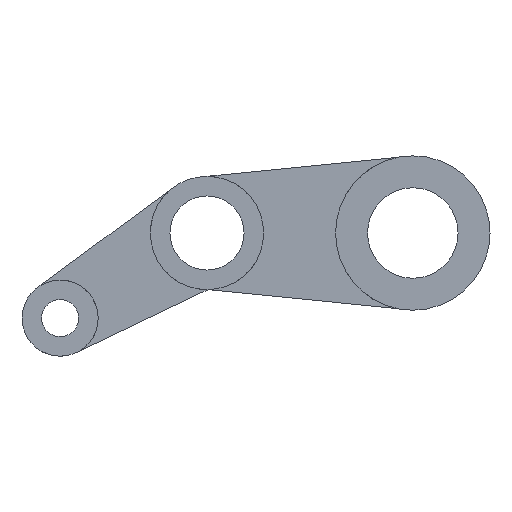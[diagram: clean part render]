
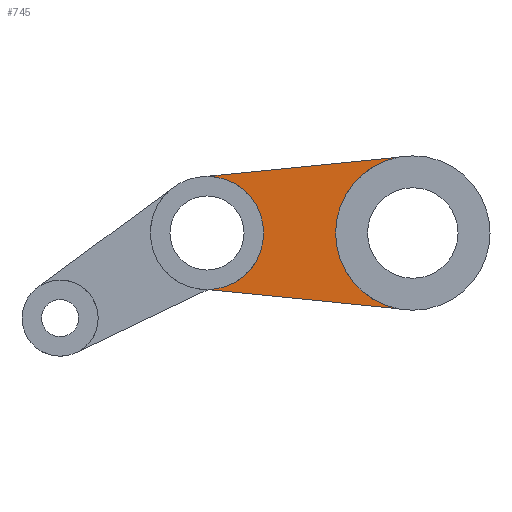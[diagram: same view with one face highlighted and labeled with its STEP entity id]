
A CAD part, left-side view. The second image highlights one B-rep face of the part: STEP entity #745.
In plain terms, the highlighted planar face has unit normal (-1, 0, 0).
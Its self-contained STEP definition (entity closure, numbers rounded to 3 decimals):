
#49 = SURFACE_OF_REVOLUTION('',#50,#54);
#50 = LINE('',#51,#52);
#51 = CARTESIAN_POINT('',(-37.,75.,0.));
#52 = VECTOR('',#53,1.);
#53 = DIRECTION('',(1.,0.,0.));
#54 = AXIS1_PLACEMENT('',#55,#56);
#55 = CARTESIAN_POINT('',(10.,0.,0.));
#56 = DIRECTION('',(-1.,0.,0.));
#82 = SURFACE_OF_REVOLUTION('',#83,#87);
#83 = LINE('',#84,#85);
#84 = CARTESIAN_POINT('',(-37.,-75.,0.));
#85 = VECTOR('',#86,1.);
#86 = DIRECTION('',(1.,0.,0.));
#87 = AXIS1_PLACEMENT('',#88,#89);
#88 = CARTESIAN_POINT('',(10.,0.,0.));
#89 = DIRECTION('',(-1.,0.,0.));
#219 = VERTEX_POINT('',#220);
#220 = CARTESIAN_POINT('',(0.,75.,0.));
#240 = EDGE_CURVE('',#219,#241,#243,.T.);
#241 = VERTEX_POINT('',#242);
#242 = CARTESIAN_POINT('',(0.,14.785,73.528));
#243 = SURFACE_CURVE('',#244,(#249,#256),.PCURVE_S1.);
#244 = CIRCLE('',#245,75.);
#245 = AXIS2_PLACEMENT_3D('',#246,#247,#248);
#246 = CARTESIAN_POINT('',(0.,0.,0.));
#247 = DIRECTION('',(1.,0.,0.));
#248 = DIRECTION('',(0.,1.,0.));
#249 = PCURVE('',#49,#250);
#250 = DEFINITIONAL_REPRESENTATION('',(#251),#255);
#251 = LINE('',#252,#253);
#252 = CARTESIAN_POINT('',(6.283,37.));
#253 = VECTOR('',#254,1.);
#254 = DIRECTION('',(-1.,0.));
#255 = ( GEOMETRIC_REPRESENTATION_CONTEXT(2) 
PARAMETRIC_REPRESENTATION_CONTEXT() REPRESENTATION_CONTEXT('2D SPACE',''
  ) );
#256 = PCURVE('',#257,#262);
#257 = PLANE('',#258);
#258 = AXIS2_PLACEMENT_3D('',#259,#260,#261);
#259 = CARTESIAN_POINT('',(0.,0.,0.));
#260 = DIRECTION('',(1.,0.,0.));
#261 = DIRECTION('',(0.,0.,1.));
#262 = DEFINITIONAL_REPRESENTATION('',(#263),#267);
#263 = CIRCLE('',#264,75.);
#264 = AXIS2_PLACEMENT_2D('',#265,#266);
#265 = CARTESIAN_POINT('',(0.,0.));
#266 = DIRECTION('',(0.,-1.));
#267 = ( GEOMETRIC_REPRESENTATION_CONTEXT(2) 
PARAMETRIC_REPRESENTATION_CONTEXT() REPRESENTATION_CONTEXT('2D SPACE',''
  ) );
#285 = PLANE('',#286);
#286 = AXIS2_PLACEMENT_3D('',#287,#288,#289);
#287 = CARTESIAN_POINT('',(0.,0.,75.));
#288 = DIRECTION('',(0.,-0.099,-0.995));
#289 = DIRECTION('',(0.,-0.995,0.099));
#386 = VERTEX_POINT('',#387);
#387 = CARTESIAN_POINT('',(0.,14.932,-73.499));
#400 = PLANE('',#401);
#401 = AXIS2_PLACEMENT_3D('',#402,#403,#404);
#402 = CARTESIAN_POINT('',(0.,0.,-75.));
#403 = DIRECTION('',(0.,-0.1,0.995));
#404 = DIRECTION('',(0.,0.995,0.1));
#412 = EDGE_CURVE('',#219,#386,#413,.T.);
#413 = SURFACE_CURVE('',#414,(#419,#425),.PCURVE_S1.);
#414 = CIRCLE('',#415,75.);
#415 = AXIS2_PLACEMENT_3D('',#416,#417,#418);
#416 = CARTESIAN_POINT('',(0.,0.,0.));
#417 = DIRECTION('',(-1.,0.,0.));
#418 = DIRECTION('',(0.,1.,0.));
#419 = PCURVE('',#82,#420);
#420 = DEFINITIONAL_REPRESENTATION('',(#421),#424);
#421 = B_SPLINE_CURVE_WITH_KNOTS('',1,(#422,#423),.UNSPECIFIED.,.F.,.F.,
  (2,2),(0.,1.37),.PIECEWISE_BEZIER_KNOTS.);
#422 = CARTESIAN_POINT('',(3.142,37.));
#423 = CARTESIAN_POINT('',(4.512,37.));
#424 = ( GEOMETRIC_REPRESENTATION_CONTEXT(2) 
PARAMETRIC_REPRESENTATION_CONTEXT() REPRESENTATION_CONTEXT('2D SPACE',''
  ) );
#425 = PCURVE('',#257,#426);
#426 = DEFINITIONAL_REPRESENTATION('',(#427),#435);
#427 = ( BOUNDED_CURVE() B_SPLINE_CURVE(2,(#428,#429,#430,#431,#432,#433
,#434),.UNSPECIFIED.,.T.,.F.) B_SPLINE_CURVE_WITH_KNOTS((1,2,2,2,2,1),(
    -2.094,0.,2.094,4.189,6.283,
8.378),.UNSPECIFIED.) CURVE() GEOMETRIC_REPRESENTATION_ITEM() 
RATIONAL_B_SPLINE_CURVE((1.,0.5,1.,0.5,1.,0.5,1.)) REPRESENTATION_ITEM(
  '') );
#428 = CARTESIAN_POINT('',(0.,-75.));
#429 = CARTESIAN_POINT('',(-129.904,-75.));
#430 = CARTESIAN_POINT('',(-64.952,37.5));
#431 = CARTESIAN_POINT('',(0.,150.));
#432 = CARTESIAN_POINT('',(64.952,37.5));
#433 = CARTESIAN_POINT('',(129.904,-75.));
#434 = CARTESIAN_POINT('',(0.,-75.));
#435 = ( GEOMETRIC_REPRESENTATION_CONTEXT(2) 
PARAMETRIC_REPRESENTATION_CONTEXT() REPRESENTATION_CONTEXT('2D SPACE',''
  ) );
#491 = VERTEX_POINT('',#492);
#492 = CARTESIAN_POINT('',(0.,198.997,-54.991));
#518 = EDGE_CURVE('',#386,#491,#519,.T.);
#519 = SURFACE_CURVE('',#520,(#524,#531),.PCURVE_S1.);
#520 = B_SPLINE_CURVE_WITH_KNOTS('',2,(#521,#522,#523),.UNSPECIFIED.,.F.
  ,.F.,(3,3),(0.,184.993),.PIECEWISE_BEZIER_KNOTS.);
#521 = CARTESIAN_POINT('',(0.,14.932,-73.499));
#522 = CARTESIAN_POINT('',(0.,106.964,-64.245));
#523 = CARTESIAN_POINT('',(0.,198.997,-54.991));
#524 = PCURVE('',#400,#525);
#525 = DEFINITIONAL_REPRESENTATION('',(#526),#530);
#526 = B_SPLINE_CURVE_WITH_KNOTS('',2,(#527,#528,#529),.UNSPECIFIED.,.F.
  ,.F.,(3,3),(0.,184.993),.PIECEWISE_BEZIER_KNOTS.);
#527 = CARTESIAN_POINT('',(15.007,0.));
#528 = CARTESIAN_POINT('',(107.504,0.));
#529 = CARTESIAN_POINT('',(200.,0.));
#530 = ( GEOMETRIC_REPRESENTATION_CONTEXT(2) 
PARAMETRIC_REPRESENTATION_CONTEXT() REPRESENTATION_CONTEXT('2D SPACE',''
  ) );
#531 = PCURVE('',#257,#532);
#532 = DEFINITIONAL_REPRESENTATION('',(#533),#537);
#533 = B_SPLINE_CURVE_WITH_KNOTS('',2,(#534,#535,#536),.UNSPECIFIED.,.F.
  ,.F.,(3,3),(0.,184.993),.PIECEWISE_BEZIER_KNOTS.);
#534 = CARTESIAN_POINT('',(-73.499,-14.932));
#535 = CARTESIAN_POINT('',(-64.245,-106.964));
#536 = CARTESIAN_POINT('',(-54.991,-198.997));
#537 = ( GEOMETRIC_REPRESENTATION_CONTEXT(2) 
PARAMETRIC_REPRESENTATION_CONTEXT() REPRESENTATION_CONTEXT('2D SPACE',''
  ) );
#707 = SURFACE_OF_REVOLUTION('',#708,#712);
#708 = LINE('',#709,#710);
#709 = CARTESIAN_POINT('',(-37.,255.,0.));
#710 = VECTOR('',#711,1.);
#711 = DIRECTION('',(1.,0.,0.));
#712 = AXIS1_PLACEMENT('',#713,#714);
#713 = CARTESIAN_POINT('',(10.,200.,0.));
#714 = DIRECTION('',(-1.,0.,0.));
#745 = ADVANCED_FACE('',(#746),#257,.F.);
#746 = FACE_BOUND('',#747,.F.);
#747 = EDGE_LOOP('',(#748,#780,#816,#837,#838,#839));
#748 = ORIENTED_EDGE('',*,*,#749,.F.);
#749 = EDGE_CURVE('',#750,#491,#752,.T.);
#750 = VERTEX_POINT('',#751);
#751 = CARTESIAN_POINT('',(0.,145.,0.));
#752 = SURFACE_CURVE('',#753,(#758,#765),.PCURVE_S1.);
#753 = CIRCLE('',#754,55.);
#754 = AXIS2_PLACEMENT_3D('',#755,#756,#757);
#755 = CARTESIAN_POINT('',(0.,200.,0.));
#756 = DIRECTION('',(1.,0.,0.));
#757 = DIRECTION('',(0.,-1.,0.));
#758 = PCURVE('',#257,#759);
#759 = DEFINITIONAL_REPRESENTATION('',(#760),#764);
#760 = CIRCLE('',#761,55.);
#761 = AXIS2_PLACEMENT_2D('',#762,#763);
#762 = CARTESIAN_POINT('',(0.,-200.));
#763 = DIRECTION('',(0.,1.));
#764 = ( GEOMETRIC_REPRESENTATION_CONTEXT(2) 
PARAMETRIC_REPRESENTATION_CONTEXT() REPRESENTATION_CONTEXT('2D SPACE',''
  ) );
#765 = PCURVE('',#766,#774);
#766 = SURFACE_OF_REVOLUTION('',#767,#771);
#767 = LINE('',#768,#769);
#768 = CARTESIAN_POINT('',(-37.,145.,0.));
#769 = VECTOR('',#770,1.);
#770 = DIRECTION('',(1.,0.,0.));
#771 = AXIS1_PLACEMENT('',#772,#773);
#772 = CARTESIAN_POINT('',(10.,200.,0.));
#773 = DIRECTION('',(-1.,0.,0.));
#774 = DEFINITIONAL_REPRESENTATION('',(#775),#779);
#775 = LINE('',#776,#777);
#776 = CARTESIAN_POINT('',(6.283,37.));
#777 = VECTOR('',#778,1.);
#778 = DIRECTION('',(-1.,0.));
#779 = ( GEOMETRIC_REPRESENTATION_CONTEXT(2) 
PARAMETRIC_REPRESENTATION_CONTEXT() REPRESENTATION_CONTEXT('2D SPACE',''
  ) );
#780 = ORIENTED_EDGE('',*,*,#781,.T.);
#781 = EDGE_CURVE('',#750,#782,#784,.T.);
#782 = VERTEX_POINT('',#783);
#783 = CARTESIAN_POINT('',(0.,201.003,54.991));
#784 = SURFACE_CURVE('',#785,(#796,#810),.PCURVE_S1.);
#785 = B_SPLINE_CURVE_WITH_KNOTS('',9,(#786,#787,#788,#789,#790,#791,
    #792,#793,#794,#795),.UNSPECIFIED.,.F.,.F.,(10,10),(0.,1.589
    ),.PIECEWISE_BEZIER_KNOTS.);
#786 = CARTESIAN_POINT('',(0.,145.,0.));
#787 = CARTESIAN_POINT('',(0.,145.,9.711));
#788 = CARTESIAN_POINT('',(0.,146.929,19.422));
#789 = CARTESIAN_POINT('',(0.,150.787,28.694));
#790 = CARTESIAN_POINT('',(0.,156.457,37.092));
#791 = CARTESIAN_POINT('',(0.,163.709,44.212));
#792 = CARTESIAN_POINT('',(0.,172.208,49.729));
#793 = CARTESIAN_POINT('',(0.,181.55,53.417));
#794 = CARTESIAN_POINT('',(0.,191.294,55.168));
#795 = CARTESIAN_POINT('',(0.,201.003,54.991));
#796 = PCURVE('',#257,#797);
#797 = DEFINITIONAL_REPRESENTATION('',(#798),#809);
#798 = B_SPLINE_CURVE_WITH_KNOTS('',9,(#799,#800,#801,#802,#803,#804,
    #805,#806,#807,#808),.UNSPECIFIED.,.F.,.F.,(10,10),(0.,1.589
    ),.PIECEWISE_BEZIER_KNOTS.);
#799 = CARTESIAN_POINT('',(0.,-145.));
#800 = CARTESIAN_POINT('',(9.711,-145.));
#801 = CARTESIAN_POINT('',(19.422,-146.929));
#802 = CARTESIAN_POINT('',(28.694,-150.787));
#803 = CARTESIAN_POINT('',(37.092,-156.457));
#804 = CARTESIAN_POINT('',(44.212,-163.709));
#805 = CARTESIAN_POINT('',(49.729,-172.208));
#806 = CARTESIAN_POINT('',(53.417,-181.55));
#807 = CARTESIAN_POINT('',(55.168,-191.294));
#808 = CARTESIAN_POINT('',(54.991,-201.003));
#809 = ( GEOMETRIC_REPRESENTATION_CONTEXT(2) 
PARAMETRIC_REPRESENTATION_CONTEXT() REPRESENTATION_CONTEXT('2D SPACE',''
  ) );
#810 = PCURVE('',#707,#811);
#811 = DEFINITIONAL_REPRESENTATION('',(#812),#815);
#812 = B_SPLINE_CURVE_WITH_KNOTS('',1,(#813,#814),.UNSPECIFIED.,.F.,.F.,
  (2,2),(0.,1.589),.PIECEWISE_BEZIER_KNOTS.);
#813 = CARTESIAN_POINT('',(3.142,37.));
#814 = CARTESIAN_POINT('',(4.731,37.));
#815 = ( GEOMETRIC_REPRESENTATION_CONTEXT(2) 
PARAMETRIC_REPRESENTATION_CONTEXT() REPRESENTATION_CONTEXT('2D SPACE',''
  ) );
#816 = ORIENTED_EDGE('',*,*,#817,.F.);
#817 = EDGE_CURVE('',#241,#782,#818,.T.);
#818 = SURFACE_CURVE('',#819,(#823,#830),.PCURVE_S1.);
#819 = LINE('',#820,#821);
#820 = CARTESIAN_POINT('',(0.,14.785,73.528));
#821 = VECTOR('',#822,1.);
#822 = DIRECTION('',(0.,0.995,-0.099));
#823 = PCURVE('',#257,#824);
#824 = DEFINITIONAL_REPRESENTATION('',(#825),#829);
#825 = LINE('',#826,#827);
#826 = CARTESIAN_POINT('',(73.528,-14.785));
#827 = VECTOR('',#828,1.);
#828 = DIRECTION('',(-0.099,-0.995));
#829 = ( GEOMETRIC_REPRESENTATION_CONTEXT(2) 
PARAMETRIC_REPRESENTATION_CONTEXT() REPRESENTATION_CONTEXT('2D SPACE',''
  ) );
#830 = PCURVE('',#285,#831);
#831 = DEFINITIONAL_REPRESENTATION('',(#832),#836);
#832 = LINE('',#833,#834);
#833 = CARTESIAN_POINT('',(-14.859,-0.));
#834 = VECTOR('',#835,1.);
#835 = DIRECTION('',(-1.,-0.));
#836 = ( GEOMETRIC_REPRESENTATION_CONTEXT(2) 
PARAMETRIC_REPRESENTATION_CONTEXT() REPRESENTATION_CONTEXT('2D SPACE',''
  ) );
#837 = ORIENTED_EDGE('',*,*,#240,.F.);
#838 = ORIENTED_EDGE('',*,*,#412,.T.);
#839 = ORIENTED_EDGE('',*,*,#518,.T.);
